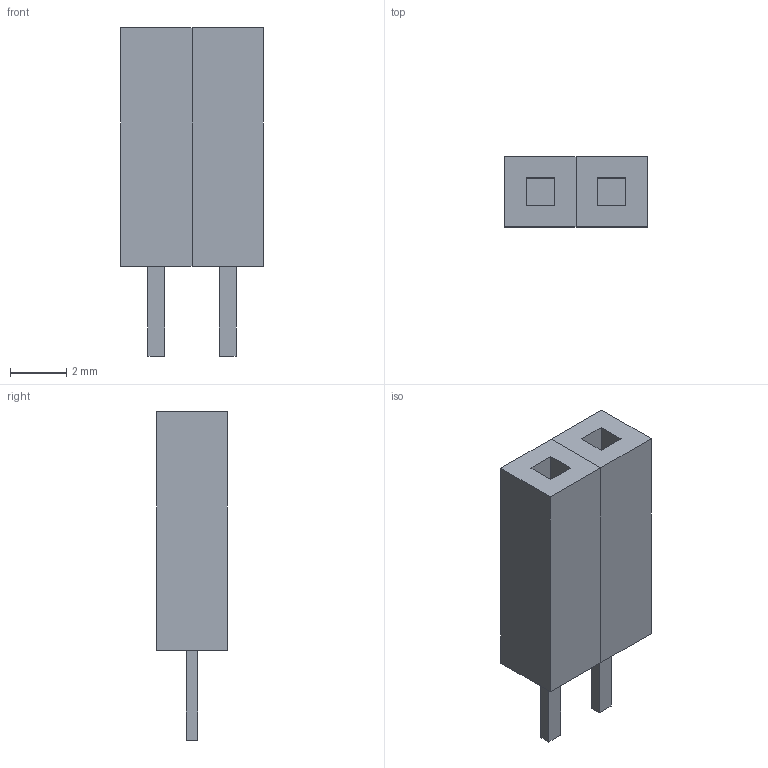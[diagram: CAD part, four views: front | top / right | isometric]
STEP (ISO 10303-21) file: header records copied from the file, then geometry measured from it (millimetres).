
FILE_DESCRIPTION(('STEP AP214'),'1');
FILE_NAME('FH01-02SS.stp','2020-01-01T00:13:45',(' '),(' '),'Spatial InterOp 3D',' ',' ');
FILE_SCHEMA(('AUTOMOTIVE_DESIGN { 1 0 10303 214 1 1 1 1 }'));
Length unit declared in the file: millimetre
Products named in the file (3): FH01-40SS; Cnt1; Cnt2
Assembly tree (4 placements, depth 2):
  FH01-40SS
    Cnt1  x2
    Cnt2  x2
Bounding box: 5.08 x 2.5 x 11.7 mm (x, y, z)
Volume: 95.5 mm3; surface area: 266.5 mm2
Topology: 4 solids, 4 shells, 34 faces, 72 edges, 48 vertices
Faces by surface type: plane 34
Entity records: 666 total; most frequent: CARTESIAN_POINT 82, DIRECTION 80, ORIENTED_EDGE 72, EDGE_CURVE 36, LINE 36, VECTOR 36, VERTEX_POINT 24, AXIS2_PLACEMENT_3D 22
